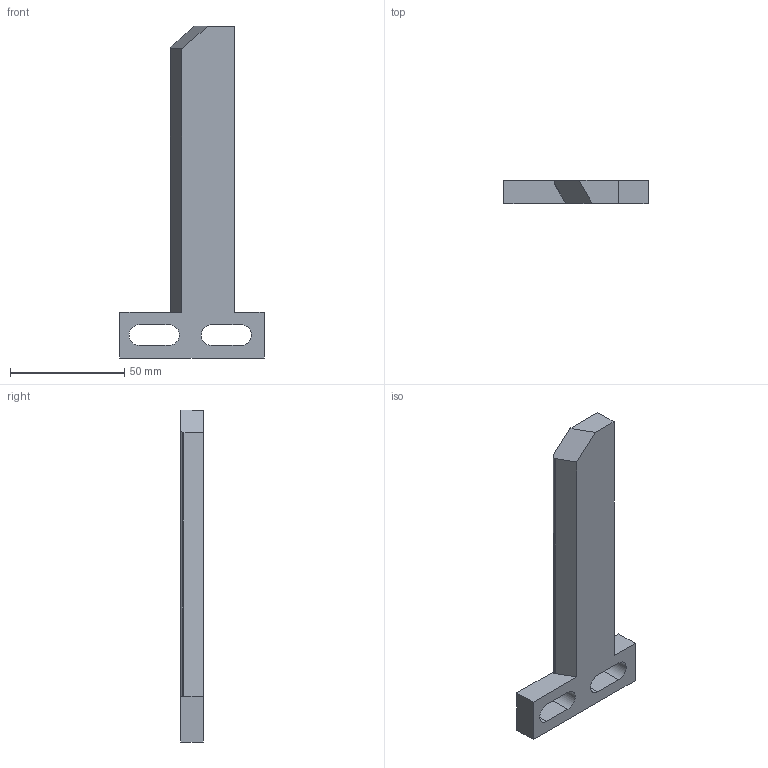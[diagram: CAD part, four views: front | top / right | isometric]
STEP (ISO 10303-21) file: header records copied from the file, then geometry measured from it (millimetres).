
FILE_DESCRIPTION(('CATIA V5 STEP Exchange'),'2;1');
FILE_NAME('BYAMC6-5B03BI12R.stp','2020-06-30T00:51:34+00:00',('none'),('none'),'CATIA Version 5 Release 21 GA (IN-10)','CATIA V5 STEP AP214','none');
FILE_SCHEMA(('AUTOMOTIVE_DESIGN { 1 0 10303 214 1 1 1 1 }'));
Length unit declared in the file: millimetre
Products named in the file (1): BYAMC6-5B03BI12R_001-GUIDE
Bounding box: 63 x 10 x 145 mm (x, y, z)
Volume: 40689.7 mm3; surface area: 13367.1 mm2
Topology: 1 solids, 1 shells, 21 faces, 57 edges, 38 vertices
Faces by surface type: plane 15, cylinder 6
Entity records: 935 total; most frequent: CARTESIAN_POINT 236, ORIENTED_EDGE 114, DIRECTION 92, EDGE_CURVE 57, VECTOR 45, LINE 45, VERTEX_POINT 38, AXIS2_PLACEMENT_3D 27
